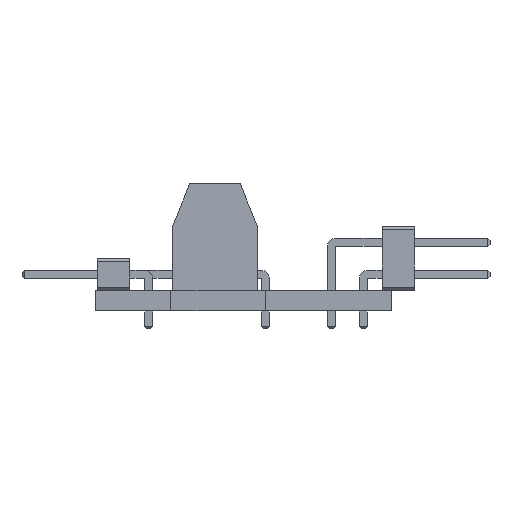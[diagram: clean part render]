
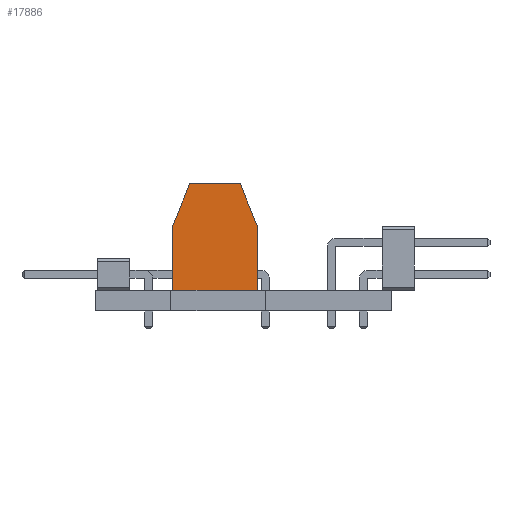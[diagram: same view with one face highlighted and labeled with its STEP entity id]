
A CAD part, front view. The second image highlights one B-rep face of the part: STEP entity #17886.
In plain terms, the highlighted face is planar.
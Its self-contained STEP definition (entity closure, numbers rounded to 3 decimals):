
#17453 = EDGE_CURVE('',#17454,#17456,#17458,.T.);
#17454 = VERTEX_POINT('',#17455);
#17455 = CARTESIAN_POINT('',(5.25,-2.,8.465));
#17456 = VERTEX_POINT('',#17457);
#17457 = CARTESIAN_POINT('',(5.25,2.,8.465));
#17458 = LINE('',#17459,#17460);
#17459 = CARTESIAN_POINT('',(5.25,-2.,8.465));
#17460 = VECTOR('',#17461,1.);
#17461 = DIRECTION('',(0.,1.,0.));
#17499 = EDGE_CURVE('',#17500,#17454,#17502,.T.);
#17500 = VERTEX_POINT('',#17501);
#17501 = CARTESIAN_POINT('',(5.25,-3.4,5.));
#17502 = LINE('',#17503,#17504);
#17503 = CARTESIAN_POINT('',(5.25,-3.4,5.));
#17504 = VECTOR('',#17505,1.);
#17505 = DIRECTION('',(0.,0.375,0.927));
#17530 = EDGE_CURVE('',#17531,#17456,#17533,.T.);
#17531 = VERTEX_POINT('',#17532);
#17532 = CARTESIAN_POINT('',(5.25,3.4,5.));
#17533 = LINE('',#17534,#17535);
#17534 = CARTESIAN_POINT('',(5.25,3.4,5.));
#17535 = VECTOR('',#17536,1.);
#17536 = DIRECTION('',(0.,-0.375,0.927));
#17867 = VERTEX_POINT('',#17868);
#17868 = CARTESIAN_POINT('',(5.25,3.4,0.));
#17876 = EDGE_CURVE('',#17867,#17531,#17877,.T.);
#17877 = LINE('',#17878,#17879);
#17878 = CARTESIAN_POINT('',(5.25,3.4,0.));
#17879 = VECTOR('',#17880,1.);
#17880 = DIRECTION('',(0.,0.,1.));
#17886 = ADVANCED_FACE('',(#17887),#17907,.T.);
#17887 = FACE_BOUND('',#17888,.T.);
#17888 = EDGE_LOOP('',(#17889,#17897,#17898,#17899,#17900,#17901));
#17889 = ORIENTED_EDGE('',*,*,#17890,.F.);
#17890 = EDGE_CURVE('',#17867,#17891,#17893,.T.);
#17891 = VERTEX_POINT('',#17892);
#17892 = CARTESIAN_POINT('',(5.25,-3.4,0.));
#17893 = LINE('',#17894,#17895);
#17894 = CARTESIAN_POINT('',(5.25,3.4,0.));
#17895 = VECTOR('',#17896,1.);
#17896 = DIRECTION('',(0.,-1.,0.));
#17897 = ORIENTED_EDGE('',*,*,#17876,.T.);
#17898 = ORIENTED_EDGE('',*,*,#17530,.T.);
#17899 = ORIENTED_EDGE('',*,*,#17453,.F.);
#17900 = ORIENTED_EDGE('',*,*,#17499,.F.);
#17901 = ORIENTED_EDGE('',*,*,#17902,.F.);
#17902 = EDGE_CURVE('',#17891,#17500,#17903,.T.);
#17903 = LINE('',#17904,#17905);
#17904 = CARTESIAN_POINT('',(5.25,-3.4,0.));
#17905 = VECTOR('',#17906,1.);
#17906 = DIRECTION('',(0.,0.,1.));
#17907 = PLANE('',#17908);
#17908 = AXIS2_PLACEMENT_3D('',#17909,#17910,#17911);
#17909 = CARTESIAN_POINT('',(5.25,-3.4,0.));
#17910 = DIRECTION('',(1.,0.,0.));
#17911 = DIRECTION('',(0.,1.,0.));
